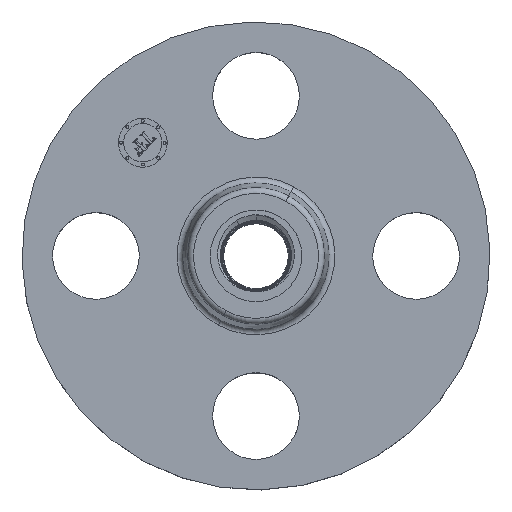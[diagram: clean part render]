
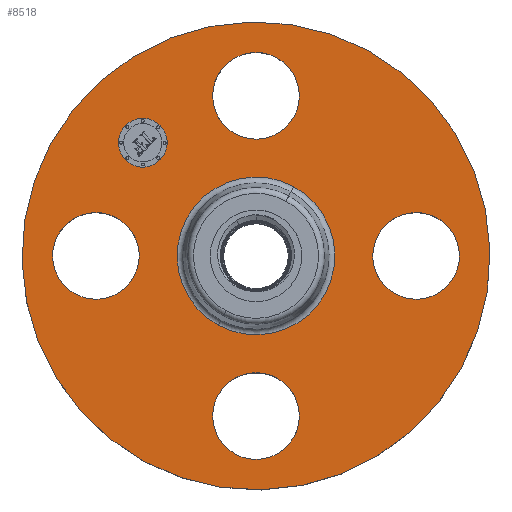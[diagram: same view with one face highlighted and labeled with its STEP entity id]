
A CAD part, top view. The second image highlights one B-rep face of the part: STEP entity #8518.
In plain terms, the highlighted planar face has unit normal (0, 0, 1).
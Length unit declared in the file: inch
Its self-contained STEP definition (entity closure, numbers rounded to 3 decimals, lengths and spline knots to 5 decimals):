
#482=AXIS2_PLACEMENT_3D('Circle Axis2P3D',#480,#481,$) ;
#503=AXIS2_PLACEMENT_3D('Circle Axis2P3D',#501,#502,$) ;
#562=AXIS2_PLACEMENT_3D('Circle Axis2P3D',#560,#561,$) ;
#583=AXIS2_PLACEMENT_3D('Circle Axis2P3D',#581,#582,$) ;
#642=AXIS2_PLACEMENT_3D('Circle Axis2P3D',#640,#641,$) ;
#663=AXIS2_PLACEMENT_3D('Circle Axis2P3D',#661,#662,$) ;
#936=AXIS2_PLACEMENT_3D('Circle Axis2P3D',#934,#935,$) ;
#962=AXIS2_PLACEMENT_3D('Circle Axis2P3D',#960,#961,$) ;
#986=AXIS2_PLACEMENT_3D('Circle Axis2P3D',#984,#985,$) ;
#1005=AXIS2_PLACEMENT_3D('Circle Axis2P3D',#1003,#1004,$) ;
#1048=AXIS2_PLACEMENT_3D('Circle Axis2P3D',#1046,#1047,$) ;
#1064=AXIS2_PLACEMENT_3D('Circle Axis2P3D',#1062,#1063,$) ;
#8474=AXIS2_PLACEMENT_3D('Plane Axis2P3D',#8471,#8472,#8473) ;
#8502=AXIS2_PLACEMENT_3D('Circle Axis2P3D',#8500,#8501,$) ;
#8511=AXIS2_PLACEMENT_3D('Circle Axis2P3D',#8509,#8510,$) ;
#444=CARTESIAN_POINT('Vertex',(-1.41405,0.38614,0.88)) ;
#477=CARTESIAN_POINT('Vertex',(-1.83595,-0.38614,0.88)) ;
#480=CARTESIAN_POINT('Axis2P3D Location',(-1.625,0.,0.88)) ;
#501=CARTESIAN_POINT('Axis2P3D Location',(-1.625,0.,0.88)) ;
#524=CARTESIAN_POINT('Vertex',(-0.38614,-1.41405,0.88)) ;
#557=CARTESIAN_POINT('Vertex',(0.38614,-1.83595,0.88)) ;
#560=CARTESIAN_POINT('Axis2P3D Location',(0.,-1.625,0.88)) ;
#581=CARTESIAN_POINT('Axis2P3D Location',(0.,-1.625,0.88)) ;
#604=CARTESIAN_POINT('Vertex',(1.41405,-0.38614,0.88)) ;
#637=CARTESIAN_POINT('Vertex',(1.83595,0.38614,0.88)) ;
#640=CARTESIAN_POINT('Axis2P3D Location',(1.625,0.,0.88)) ;
#661=CARTESIAN_POINT('Axis2P3D Location',(1.625,0.,0.88)) ;
#934=CARTESIAN_POINT('Axis2P3D Location',(0.,0.,0.88)) ;
#938=CARTESIAN_POINT('Vertex',(-0.38371,-0.70237,0.88)) ;
#940=CARTESIAN_POINT('Vertex',(0.38371,0.70237,0.88)) ;
#960=CARTESIAN_POINT('Axis2P3D Location',(0.,0.,0.88)) ;
#981=CARTESIAN_POINT('Vertex',(1.13864,2.08426,0.88)) ;
#984=CARTESIAN_POINT('Axis2P3D Location',(0.,0.,0.88)) ;
#988=CARTESIAN_POINT('Vertex',(-1.13864,-2.08426,0.88)) ;
#1003=CARTESIAN_POINT('Axis2P3D Location',(0.,0.,0.88)) ;
#1036=CARTESIAN_POINT('Vertex',(0.38614,1.41405,0.88)) ;
#1043=CARTESIAN_POINT('Vertex',(-0.38614,1.83595,0.88)) ;
#1046=CARTESIAN_POINT('Axis2P3D Location',(0.,1.625,0.88)) ;
#1062=CARTESIAN_POINT('Axis2P3D Location',(0.,1.625,0.88)) ;
#8471=CARTESIAN_POINT('Axis2P3D Location',(0.,2.375,0.88)) ;
#8500=CARTESIAN_POINT('Axis2P3D Location',(-1.14905,1.14905,0.88)) ;
#8504=CARTESIAN_POINT('Vertex',(-1.32406,0.97404,0.88)) ;
#8506=CARTESIAN_POINT('Vertex',(-0.97404,1.32406,0.88)) ;
#8509=CARTESIAN_POINT('Axis2P3D Location',(-1.14905,1.14905,0.88)) ;
#481=DIRECTION('Axis2P3D Direction',(0.,0.,-0.039)) ;
#502=DIRECTION('Axis2P3D Direction',(0.,0.,-0.039)) ;
#561=DIRECTION('Axis2P3D Direction',(-0.,0.,-0.039)) ;
#582=DIRECTION('Axis2P3D Direction',(-0.,0.,-0.039)) ;
#641=DIRECTION('Axis2P3D Direction',(0.,-0.,-0.039)) ;
#662=DIRECTION('Axis2P3D Direction',(0.,-0.,-0.039)) ;
#935=DIRECTION('Axis2P3D Direction',(0.,0.,-0.039)) ;
#961=DIRECTION('Axis2P3D Direction',(0.,0.,-0.039)) ;
#985=DIRECTION('Axis2P3D Direction',(0.,0.,-0.039)) ;
#1004=DIRECTION('Axis2P3D Direction',(0.,0.,-0.039)) ;
#1047=DIRECTION('Axis2P3D Direction',(0.,-0.,-0.039)) ;
#1063=DIRECTION('Axis2P3D Direction',(0.,-0.,-0.039)) ;
#8472=DIRECTION('Axis2P3D Direction',(0.,0.,-0.039)) ;
#8473=DIRECTION('Axis2P3D XDirection',(0.039,0.,0.)) ;
#8501=DIRECTION('Axis2P3D Direction',(0.,0.,-0.039)) ;
#8510=DIRECTION('Axis2P3D Direction',(0.,0.,-0.039)) ;
#8477=ORIENTED_EDGE('',*,*,#990,.F.) ;
#8478=ORIENTED_EDGE('',*,*,#1007,.F.) ;
#8481=ORIENTED_EDGE('',*,*,#1066,.T.) ;
#8482=ORIENTED_EDGE('',*,*,#1050,.T.) ;
#8485=ORIENTED_EDGE('',*,*,#942,.T.) ;
#8486=ORIENTED_EDGE('',*,*,#964,.T.) ;
#8489=ORIENTED_EDGE('',*,*,#644,.T.) ;
#8490=ORIENTED_EDGE('',*,*,#665,.T.) ;
#8493=ORIENTED_EDGE('',*,*,#564,.T.) ;
#8494=ORIENTED_EDGE('',*,*,#585,.T.) ;
#8497=ORIENTED_EDGE('',*,*,#484,.T.) ;
#8498=ORIENTED_EDGE('',*,*,#505,.T.) ;
#8515=ORIENTED_EDGE('',*,*,#8508,.T.) ;
#8516=ORIENTED_EDGE('',*,*,#8513,.T.) ;
#8483=FACE_BOUND('',#8480,.T.) ;
#8487=FACE_BOUND('',#8484,.T.) ;
#8491=FACE_BOUND('',#8488,.T.) ;
#8495=FACE_BOUND('',#8492,.T.) ;
#8499=FACE_BOUND('',#8496,.T.) ;
#8517=FACE_BOUND('',#8514,.T.) ;
#8518=ADVANCED_FACE('PartBody',(#8479,#8483,#8487,#8491,#8495,#8499,#8517),#8475,.F.) ;
#483=CIRCLE('generated circle',#482,0.44) ;
#504=CIRCLE('generated circle',#503,0.44) ;
#563=CIRCLE('generated circle',#562,0.44) ;
#584=CIRCLE('generated circle',#583,0.44) ;
#643=CIRCLE('generated circle',#642,0.44) ;
#664=CIRCLE('generated circle',#663,0.44) ;
#937=CIRCLE('generated circle',#936,0.80035) ;
#963=CIRCLE('generated circle',#962,0.80035) ;
#987=CIRCLE('generated circle',#986,2.375) ;
#1006=CIRCLE('generated circle',#1005,2.375) ;
#1049=CIRCLE('generated circle',#1048,0.44) ;
#1065=CIRCLE('generated circle',#1064,0.44) ;
#8503=CIRCLE('generated circle',#8502,0.2475) ;
#8512=CIRCLE('generated circle',#8511,0.2475) ;
#484=EDGE_CURVE('',#445,#478,#483,.T.) ;
#505=EDGE_CURVE('',#478,#445,#504,.T.) ;
#564=EDGE_CURVE('',#525,#558,#563,.T.) ;
#585=EDGE_CURVE('',#558,#525,#584,.T.) ;
#644=EDGE_CURVE('',#605,#638,#643,.T.) ;
#665=EDGE_CURVE('',#638,#605,#664,.T.) ;
#942=EDGE_CURVE('',#939,#941,#937,.T.) ;
#964=EDGE_CURVE('',#941,#939,#963,.T.) ;
#990=EDGE_CURVE('',#982,#989,#987,.T.) ;
#1007=EDGE_CURVE('',#989,#982,#1006,.T.) ;
#1050=EDGE_CURVE('',#1037,#1044,#1049,.T.) ;
#1066=EDGE_CURVE('',#1044,#1037,#1065,.T.) ;
#8508=EDGE_CURVE('',#8505,#8507,#8503,.T.) ;
#8513=EDGE_CURVE('',#8507,#8505,#8512,.T.) ;
#8476=EDGE_LOOP('',(#8477,#8478)) ;
#8480=EDGE_LOOP('',(#8481,#8482)) ;
#8484=EDGE_LOOP('',(#8485,#8486)) ;
#8488=EDGE_LOOP('',(#8489,#8490)) ;
#8492=EDGE_LOOP('',(#8493,#8494)) ;
#8496=EDGE_LOOP('',(#8497,#8498)) ;
#8514=EDGE_LOOP('',(#8515,#8516)) ;
#8479=FACE_OUTER_BOUND('',#8476,.T.) ;
#8475=PLANE('',#8474) ;
#445=VERTEX_POINT('',#444) ;
#478=VERTEX_POINT('',#477) ;
#525=VERTEX_POINT('',#524) ;
#558=VERTEX_POINT('',#557) ;
#605=VERTEX_POINT('',#604) ;
#638=VERTEX_POINT('',#637) ;
#939=VERTEX_POINT('',#938) ;
#941=VERTEX_POINT('',#940) ;
#982=VERTEX_POINT('',#981) ;
#989=VERTEX_POINT('',#988) ;
#1037=VERTEX_POINT('',#1036) ;
#1044=VERTEX_POINT('',#1043) ;
#8505=VERTEX_POINT('',#8504) ;
#8507=VERTEX_POINT('',#8506) ;
